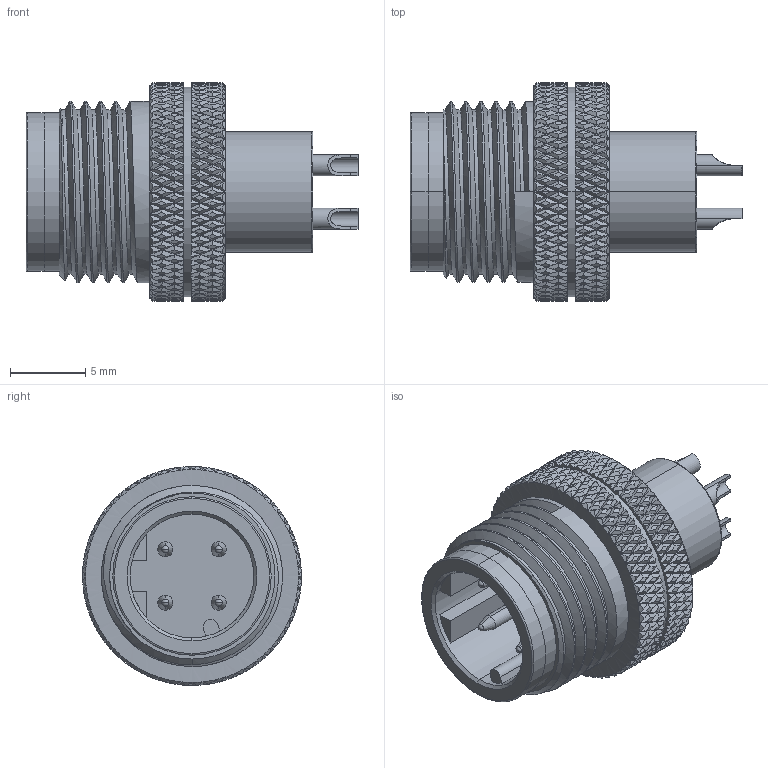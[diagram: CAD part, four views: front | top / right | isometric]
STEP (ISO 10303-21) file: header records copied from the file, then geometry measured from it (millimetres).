
FILE_DESCRIPTION (( 'STEP AP203' ), '1' );
FILE_NAME ('50-01027revA.STEP', '2023-02-09T19:00:25', ( '' ), ( '' ), 'SwSTEP 2.0', 'SolidWorks 2021', '' );
FILE_SCHEMA (( 'CONFIG_CONTROL_DESIGN' ));
Length unit declared in the file: millimetre
Products named in the file (4): 50-01027-03___; 50-01027-02___; 50-01027-01___; 50-01027revA
Assembly tree (6 placements, depth 2):
  50-01027revA
    50-01027-01___
    50-01027-02___
    50-01027-03___  x4
Bounding box: 22 x 14.5 x 14.5 mm (x, y, z)
Volume: 1378.6 mm3; surface area: 2675.7 mm2
Topology: 6 solids, 6 shells, 2262 faces, 4930 edges, 2700 vertices
Faces by surface type: bspline 1443, cylinder 580, cone 149, plane 54, torus 28, sphere 8
Entity records: 105435 total; most frequent: CARTESIAN_POINT 71002, ORIENTED_EDGE 9424, EDGE_CURVE 4712, B_SPLINE_CURVE_WITH_KNOTS 4098, VERTEX_POINT 2574, DIRECTION 2536, EDGE_LOOP 2186, ADVANCED_FACE 2160
